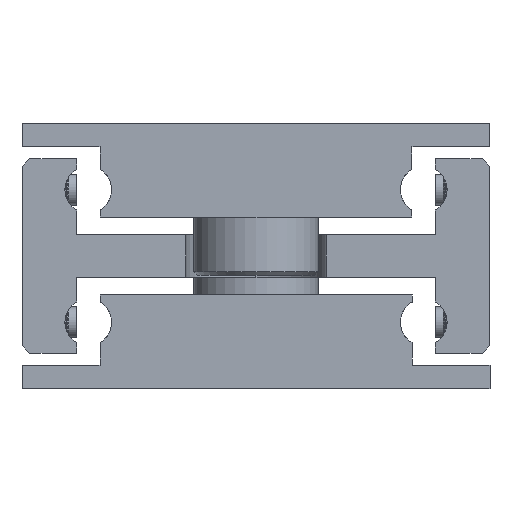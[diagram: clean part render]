
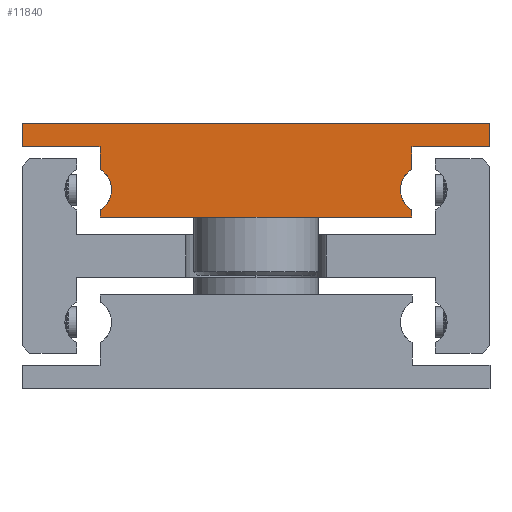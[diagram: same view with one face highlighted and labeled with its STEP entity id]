
A CAD part, front view. The second image highlights one B-rep face of the part: STEP entity #11840.
In plain terms, the highlighted planar face has unit normal (0, -1, 0).
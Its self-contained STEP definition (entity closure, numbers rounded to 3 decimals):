
#11145=CARTESIAN_POINT('',(20.0,-275.0,2.598));
#11146=VERTEX_POINT('',#11145);
#11153=CARTESIAN_POINT('',(18.5,-275.0,0.));
#11154=VERTEX_POINT('',#11153);
#11155=CARTESIAN_POINT('',(21.5,-275.0,0.0));
#11156=DIRECTION('',(0.0,1.0,0.0));
#11157=DIRECTION('',(1.0,0.0,0.0));
#11158=AXIS2_PLACEMENT_3D('',#11155,#11156,#11157);
#11159=CIRCLE('',#11158,3.0);
#11160=EDGE_CURVE('',#11154,#11146,#11159,.T.);
#11198=CARTESIAN_POINT('',(-18.5,-275.0,0.));
#11199=VERTEX_POINT('',#11198);
#11206=CARTESIAN_POINT('',(-20.,-275.0,2.598));
#11207=VERTEX_POINT('',#11206);
#11208=CARTESIAN_POINT('',(-21.5,-275.0,0.0));
#11209=DIRECTION('',(0.0,1.0,0.0));
#11210=DIRECTION('',(1.0,0.0,0.0));
#11211=AXIS2_PLACEMENT_3D('',#11208,#11209,#11210);
#11212=CIRCLE('',#11211,3.0);
#11213=EDGE_CURVE('',#11207,#11199,#11212,.T.);
#11729=CARTESIAN_POINT('',(0.,-275.0,3.75));
#11730=DIRECTION('',(0.0,1.0,0.0));
#11731=DIRECTION('',(0.0,0.0,1.0));
#11732=AXIS2_PLACEMENT_3D('',#11729,#11730,#11731);
#11733=PLANE('',#11732);
#11734=CARTESIAN_POINT('',(20.0,-275.0,-2.598));
#11735=VERTEX_POINT('',#11734);
#11736=CARTESIAN_POINT('',(21.5,-275.0,0.0));
#11737=DIRECTION('',(0.0,1.0,0.0));
#11738=DIRECTION('',(1.0,0.0,0.0));
#11739=AXIS2_PLACEMENT_3D('',#11736,#11737,#11738);
#11740=CIRCLE('',#11739,3.0);
#11741=EDGE_CURVE('',#11735,#11154,#11740,.T.);
#11742=ORIENTED_EDGE('',*,*,#11741,.T.);
#11743=ORIENTED_EDGE('',*,*,#11160,.T.);
#11744=CARTESIAN_POINT('',(20.0,-275.0,5.5));
#11745=VERTEX_POINT('',#11744);
#11746=CARTESIAN_POINT('',(20.0,-275.0,5.5));
#11747=DIRECTION('',(0.0,0.0,-1.0));
#11748=VECTOR('',#11747,2.902);
#11749=LINE('',#11746,#11748);
#11750=EDGE_CURVE('',#11745,#11146,#11749,.T.);
#11751=ORIENTED_EDGE('',*,*,#11750,.F.);
#11752=CARTESIAN_POINT('',(30.0,-275.0,5.5));
#11753=VERTEX_POINT('',#11752);
#11754=CARTESIAN_POINT('',(30.0,-275.0,5.5));
#11755=DIRECTION('',(-1.0,0.0,0.0));
#11756=VECTOR('',#11755,10.0);
#11757=LINE('',#11754,#11756);
#11758=EDGE_CURVE('',#11753,#11745,#11757,.T.);
#11759=ORIENTED_EDGE('',*,*,#11758,.F.);
#11760=CARTESIAN_POINT('',(30.0,-275.0,8.5));
#11761=VERTEX_POINT('',#11760);
#11762=CARTESIAN_POINT('',(30.0,-275.0,8.5));
#11763=DIRECTION('',(0.0,0.0,-1.0));
#11764=VECTOR('',#11763,3.0);
#11765=LINE('',#11762,#11764);
#11766=EDGE_CURVE('',#11761,#11753,#11765,.T.);
#11767=ORIENTED_EDGE('',*,*,#11766,.F.);
#11768=CARTESIAN_POINT('',(-30.,-275.0,8.5));
#11769=VERTEX_POINT('',#11768);
#11770=CARTESIAN_POINT('',(-30.,-275.0,8.5));
#11771=DIRECTION('',(1.0,0.0,0.0));
#11772=VECTOR('',#11771,60.);
#11773=LINE('',#11770,#11772);
#11774=EDGE_CURVE('',#11769,#11761,#11773,.T.);
#11775=ORIENTED_EDGE('',*,*,#11774,.F.);
#11776=CARTESIAN_POINT('',(-30.,-275.0,5.5));
#11777=VERTEX_POINT('',#11776);
#11778=CARTESIAN_POINT('',(-30.,-275.0,5.5));
#11779=DIRECTION('',(0.0,0.0,1.0));
#11780=VECTOR('',#11779,3.0);
#11781=LINE('',#11778,#11780);
#11782=EDGE_CURVE('',#11777,#11769,#11781,.T.);
#11783=ORIENTED_EDGE('',*,*,#11782,.F.);
#11784=CARTESIAN_POINT('',(-20.,-275.0,5.5));
#11785=VERTEX_POINT('',#11784);
#11786=CARTESIAN_POINT('',(-20.,-275.0,5.5));
#11787=DIRECTION('',(-1.0,0.0,0.0));
#11788=VECTOR('',#11787,10.0);
#11789=LINE('',#11786,#11788);
#11790=EDGE_CURVE('',#11785,#11777,#11789,.T.);
#11791=ORIENTED_EDGE('',*,*,#11790,.F.);
#11792=CARTESIAN_POINT('',(-20.,-275.0,2.598));
#11793=DIRECTION('',(0.0,0.0,1.0));
#11794=VECTOR('',#11793,2.902);
#11795=LINE('',#11792,#11794);
#11796=EDGE_CURVE('',#11207,#11785,#11795,.T.);
#11797=ORIENTED_EDGE('',*,*,#11796,.F.);
#11798=ORIENTED_EDGE('',*,*,#11213,.T.);
#11799=CARTESIAN_POINT('',(-20.,-275.0,-2.598));
#11800=VERTEX_POINT('',#11799);
#11801=CARTESIAN_POINT('',(-21.5,-275.0,0.0));
#11802=DIRECTION('',(0.0,1.0,0.0));
#11803=DIRECTION('',(1.0,0.0,0.0));
#11804=AXIS2_PLACEMENT_3D('',#11801,#11802,#11803);
#11805=CIRCLE('',#11804,3.0);
#11806=EDGE_CURVE('',#11199,#11800,#11805,.T.);
#11807=ORIENTED_EDGE('',*,*,#11806,.T.);
#11808=CARTESIAN_POINT('',(-20.0,-275.0,-3.5));
#11809=VERTEX_POINT('',#11808);
#11810=CARTESIAN_POINT('',(-20.0,-275.0,-3.5));
#11811=DIRECTION('',(0.0,0.0,1.0));
#11812=VECTOR('',#11811,0.902);
#11813=LINE('',#11810,#11812);
#11814=EDGE_CURVE('',#11809,#11800,#11813,.T.);
#11815=ORIENTED_EDGE('',*,*,#11814,.F.);
#11816=CARTESIAN_POINT('',(0.,-275.0,-3.5));
#11817=VERTEX_POINT('',#11816);
#11818=CARTESIAN_POINT('',(0.,-275.0,-3.5));
#11819=DIRECTION('',(-1.0,0.0,0.0));
#11820=VECTOR('',#11819,20.0);
#11821=LINE('',#11818,#11820);
#11822=EDGE_CURVE('',#11817,#11809,#11821,.T.);
#11823=ORIENTED_EDGE('',*,*,#11822,.F.);
#11824=CARTESIAN_POINT('',(20.0,-275.0,-3.5));
#11825=VERTEX_POINT('',#11824);
#11826=CARTESIAN_POINT('',(20.0,-275.0,-3.5));
#11827=DIRECTION('',(-1.0,0.0,0.0));
#11828=VECTOR('',#11827,20.0);
#11829=LINE('',#11826,#11828);
#11830=EDGE_CURVE('',#11825,#11817,#11829,.T.);
#11831=ORIENTED_EDGE('',*,*,#11830,.F.);
#11832=CARTESIAN_POINT('',(20.0,-275.0,-2.598));
#11833=DIRECTION('',(0.0,0.0,-1.0));
#11834=VECTOR('',#11833,0.902);
#11835=LINE('',#11832,#11834);
#11836=EDGE_CURVE('',#11735,#11825,#11835,.T.);
#11837=ORIENTED_EDGE('',*,*,#11836,.F.);
#11838=EDGE_LOOP('',(#11742,#11743,#11751,#11759,#11767,#11775,#11783,#11791,#11797,#11798,#11807,#11815,#11823,#11831,#11837));
#11839=FACE_OUTER_BOUND('',#11838,.T.);
#11840=ADVANCED_FACE('',(#11839),#11733,.F.);
